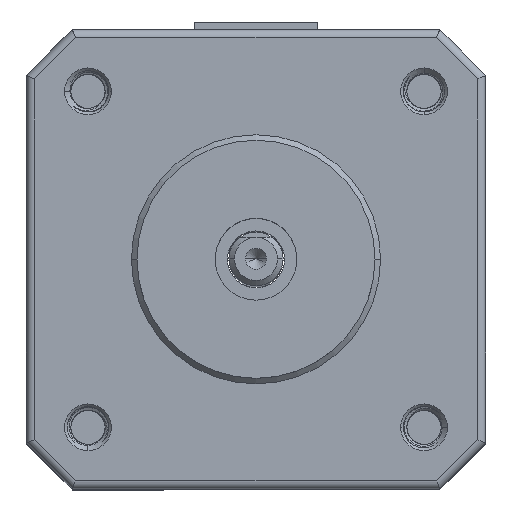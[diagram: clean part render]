
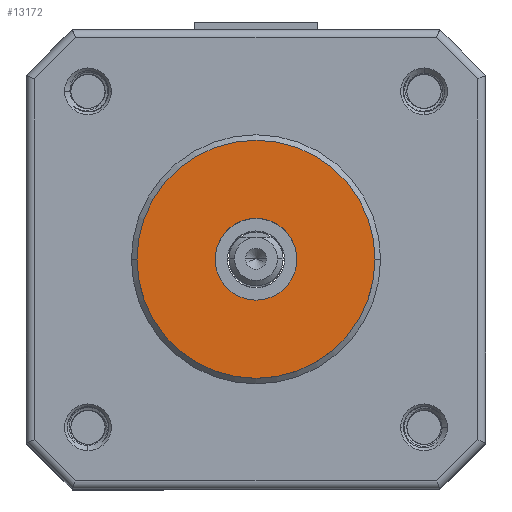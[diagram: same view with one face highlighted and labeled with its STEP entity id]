
A CAD part, top view. The second image highlights one B-rep face of the part: STEP entity #13172.
In plain terms, the highlighted planar face has unit normal (0, 0, 1).
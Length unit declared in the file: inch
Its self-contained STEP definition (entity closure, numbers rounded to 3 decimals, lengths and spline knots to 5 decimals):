
#1214 = EDGE_CURVE ( 'NONE', #20067, #20319, #14367, .T. ) ;
#2600 = DIRECTION ( 'NONE',  ( 1., 0., 0. ) ) ;
#4128 = CARTESIAN_POINT ( 'NONE',  ( -0.43248, 0., 0.51256 ) ) ;
#4630 = CARTESIAN_POINT ( 'NONE',  ( 0., 0., 0.51256 ) ) ;
#5370 = PLANE ( 'NONE',  #6895 ) ;
#5605 = DIRECTION ( 'NONE',  ( 1., 0., 0. ) ) ;
#6230 = EDGE_CURVE ( 'NONE', #20319, #20067, #17801, .T. ) ;
#6514 = ORIENTED_EDGE ( 'NONE', *, *, #19580, .F. ) ;
#6753 = DIRECTION ( 'NONE',  ( 0., 0., 1. ) ) ;
#6895 = AXIS2_PLACEMENT_3D ( 'NONE', #15938, #21920, #24416 ) ;
#7234 = ORIENTED_EDGE ( 'NONE', *, *, #6230, .T. ) ;
#7484 = CARTESIAN_POINT ( 'NONE',  ( 0., 0., 0.51256 ) ) ;
#7896 = CARTESIAN_POINT ( 'NONE',  ( -0.14843, 0., 0.51256 ) ) ;
#8162 = EDGE_CURVE ( 'NONE', #24304, #16142, #12207, .T. ) ;
#8414 = CIRCLE ( 'NONE', #8811, 0.14843 ) ;
#8811 = AXIS2_PLACEMENT_3D ( 'NONE', #4630, #6753, #2600 ) ;
#9791 = FACE_OUTER_BOUND ( 'NONE', #21061, .T. ) ;
#10254 = DIRECTION ( 'NONE',  ( 1., 0., 0. ) ) ;
#11610 = EDGE_LOOP ( 'NONE', ( #16212, #6514 ) ) ;
#12007 = CARTESIAN_POINT ( 'NONE',  ( 0., 0., 0.51256 ) ) ;
#12207 = CIRCLE ( 'NONE', #12326, 0.14843 ) ;
#12326 = AXIS2_PLACEMENT_3D ( 'NONE', #22258, #24281, #5605 ) ;
#12827 = CARTESIAN_POINT ( 'NONE',  ( 0.14843, 0., 0.51256 ) ) ;
#13172 = ADVANCED_FACE ( 'NONE', ( #23901, #9791 ), #5370, .T. ) ;
#13325 = ORIENTED_EDGE ( 'NONE', *, *, #1214, .T. ) ;
#13937 = DIRECTION ( 'NONE',  ( 1., 0., 0. ) ) ;
#14367 = CIRCLE ( 'NONE', #19913, 0.43248 ) ;
#15938 = CARTESIAN_POINT ( 'NONE',  ( 0., 0., 0.51256 ) ) ;
#16142 = VERTEX_POINT ( 'NONE', #7896 ) ;
#16212 = ORIENTED_EDGE ( 'NONE', *, *, #8162, .F. ) ;
#17801 = CIRCLE ( 'NONE', #23866, 0.43248 ) ;
#17953 = DIRECTION ( 'NONE',  ( 0., 0., 1. ) ) ;
#19580 = EDGE_CURVE ( 'NONE', #16142, #24304, #8414, .T. ) ;
#19913 = AXIS2_PLACEMENT_3D ( 'NONE', #7484, #17953, #13937 ) ;
#20067 = VERTEX_POINT ( 'NONE', #22898 ) ;
#20319 = VERTEX_POINT ( 'NONE', #4128 ) ;
#21061 = EDGE_LOOP ( 'NONE', ( #7234, #13325 ) ) ;
#21920 = DIRECTION ( 'NONE',  ( 0., 0., 1. ) ) ;
#22258 = CARTESIAN_POINT ( 'NONE',  ( 0., 0., 0.51256 ) ) ;
#22898 = CARTESIAN_POINT ( 'NONE',  ( 0.43248, 0., 0.51256 ) ) ;
#23866 = AXIS2_PLACEMENT_3D ( 'NONE', #12007, #24867, #10254 ) ;
#23901 = FACE_BOUND ( 'NONE', #11610, .T. ) ;
#24281 = DIRECTION ( 'NONE',  ( 0., 0., 1. ) ) ;
#24304 = VERTEX_POINT ( 'NONE', #12827 ) ;
#24416 = DIRECTION ( 'NONE',  ( 1., 0., 0. ) ) ;
#24867 = DIRECTION ( 'NONE',  ( 0., 0., 1. ) ) ;
